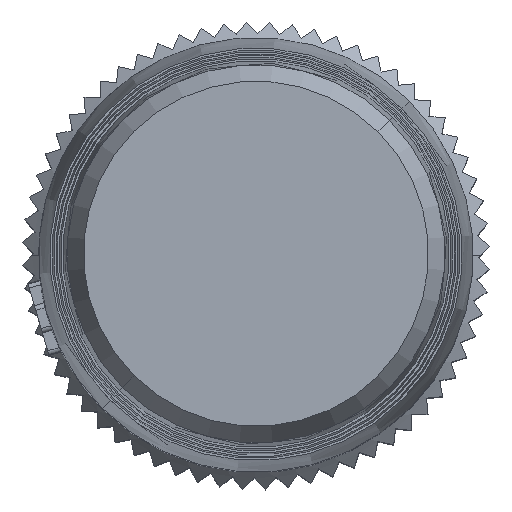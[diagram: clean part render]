
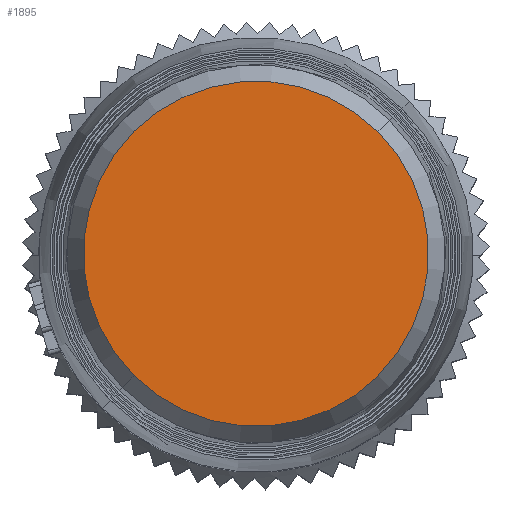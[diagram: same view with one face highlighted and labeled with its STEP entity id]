
A CAD part, top view. The second image highlights one B-rep face of the part: STEP entity #1895.
In plain terms, the highlighted planar face has unit normal (0, 0, 1).
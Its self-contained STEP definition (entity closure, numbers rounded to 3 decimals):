
#1802=AXIS2_PLACEMENT_3D('Circle Axis2P3D',#1800,#1801,$) ;
#1838=AXIS2_PLACEMENT_3D('Circle Axis2P3D',#1836,#1837,$) ;
#1889=AXIS2_PLACEMENT_3D('Plane Axis2P3D',#1886,#1887,#1888) ;
#1800=CARTESIAN_POINT('Axis2P3D Location',(4.949,4.949,37.3)) ;
#1804=CARTESIAN_POINT('Vertex',(2.368,2.364,37.3)) ;
#1806=CARTESIAN_POINT('Vertex',(7.531,7.534,37.3)) ;
#1836=CARTESIAN_POINT('Axis2P3D Location',(4.949,4.949,37.3)) ;
#1886=CARTESIAN_POINT('Axis2P3D Location',(1.444,3.918,37.3)) ;
#1801=DIRECTION('Axis2P3D Direction',(0.,0.,-1.)) ;
#1837=DIRECTION('Axis2P3D Direction',(0.,0.,-1.)) ;
#1887=DIRECTION('Axis2P3D Direction',(0.,0.,1.)) ;
#1888=DIRECTION('Axis2P3D XDirection',(-0.959,-0.282,0.)) ;
#1892=ORIENTED_EDGE('',*,*,#1808,.T.) ;
#1893=ORIENTED_EDGE('',*,*,#1840,.T.) ;
#1895=ADVANCED_FACE('Hauptk\X2\00F6\X0\rper',(#1894),#1890,.T.) ;
#1803=CIRCLE('generated circle',#1802,3.654) ;
#1839=CIRCLE('generated circle',#1838,3.654) ;
#1808=EDGE_CURVE('',#1805,#1807,#1803,.F.) ;
#1840=EDGE_CURVE('',#1807,#1805,#1839,.F.) ;
#1891=EDGE_LOOP('',(#1892,#1893)) ;
#1894=FACE_OUTER_BOUND('',#1891,.T.) ;
#1890=PLANE('',#1889) ;
#1805=VERTEX_POINT('',#1804) ;
#1807=VERTEX_POINT('',#1806) ;
